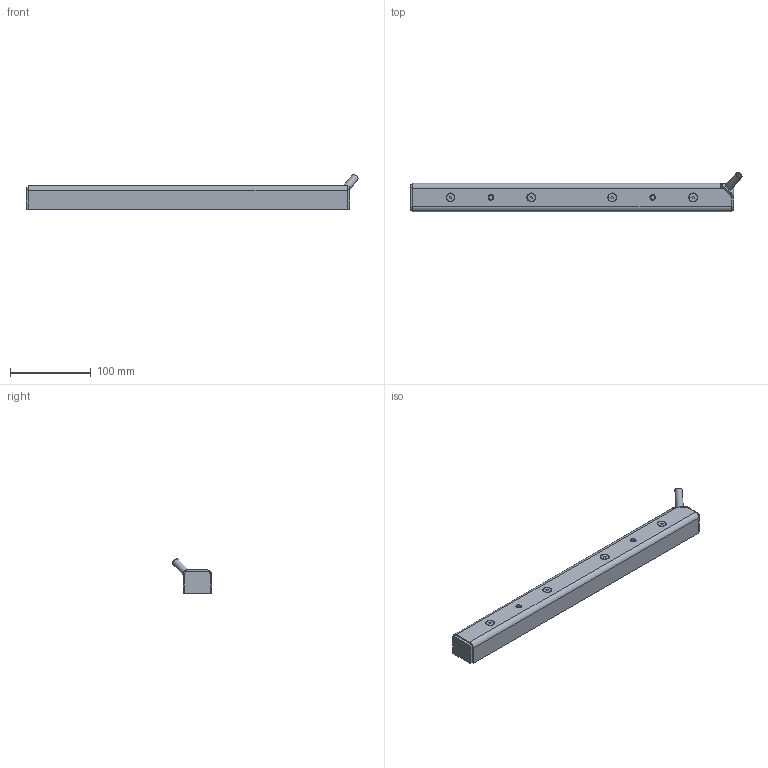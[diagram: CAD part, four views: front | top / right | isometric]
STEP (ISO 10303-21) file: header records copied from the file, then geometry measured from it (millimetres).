
FILE_DESCRIPTION(/* description */ (''),/* implementation_level */ '2;1');
FILE_NAME(/* name */ 'EHKAD04000 - Customer.stp',/* time_stamp */ '2014-02-28T08:55:38+01:00',/* author */ ('bs'),/* organization */ (''),/* preprocessor_version */ 'ST-DEVELOPER v15.2',/* originating_system */ 'Autodesk Inventor 2014',/* authorisation */ '');
FILE_SCHEMA (('AUTOMOTIVE_DESIGN { 1 0 10303 214 3 1 1 }'));
Length unit declared in the file: millimetre
Products named in the file (1): EHKAD04000 - Customer
Bounding box: 410.31 x 48.53 x 42.5 mm (x, y, z)
Volume: 397561.6 mm3; surface area: 55366.5 mm2
Topology: 1 solids, 2 shells, 182 faces, 442 edges, 290 vertices
Faces by surface type: plane 118, cylinder 44, cone 8, bspline 8, torus 4
Full cylindrical faces by diameter (mm): 4.917 x2, 5 x4, 6 x4, 7 x2, 7.5 x1, 9 x1, 10 x4
Entity records: 6071 total; most frequent: CARTESIAN_POINT 1756, DIRECTION 837, ORIENTED_EDGE 798, EDGE_CURVE 398, AXIS2_PLACEMENT_3D 292, VERTEX_POINT 276, LINE 253, VECTOR 253
